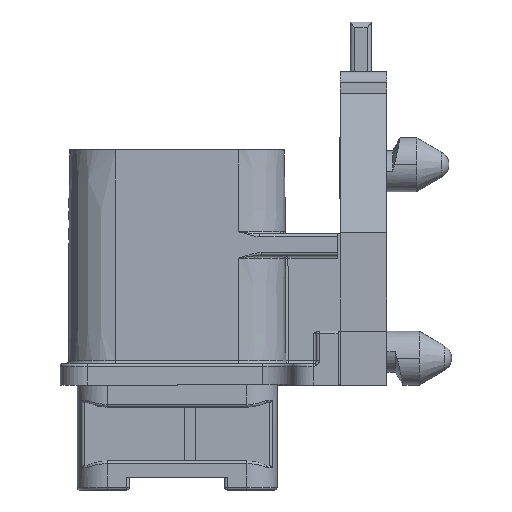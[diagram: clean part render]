
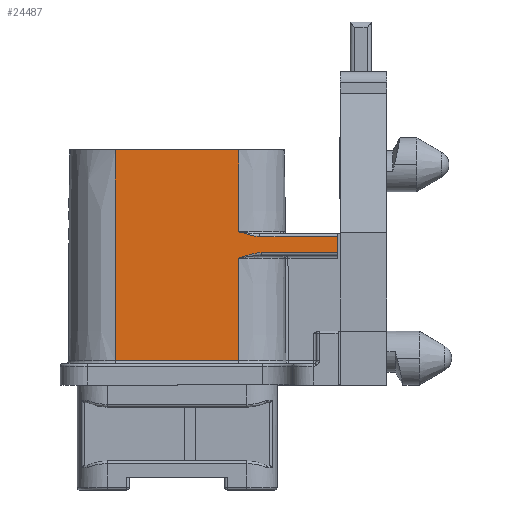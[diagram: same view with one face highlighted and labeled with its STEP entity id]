
A CAD part, front view. The second image highlights one B-rep face of the part: STEP entity #24487.
In plain terms, the highlighted planar face has unit normal (0, -1, 0.004).
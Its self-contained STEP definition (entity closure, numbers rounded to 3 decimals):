
#72=DIRECTION('',(1.,0.,0.));
#73=VECTOR('',#72,11.4);
#74=CARTESIAN_POINT('',(-5.7,-8.914,17.67));
#75=LINE('',#74,#73);
#1835=DIRECTION('',(0.,-0.004,-1.));
#1836=VECTOR('',#1835,19.521);
#1837=CARTESIAN_POINT('',(-5.7,-8.914,17.67));
#1838=LINE('',#1837,#1836);
#1849=DIRECTION('',(1.,0.,0.));
#1850=VECTOR('',#1849,7.193);
#1851=CARTESIAN_POINT('',(7.657,-8.949,9.651));
#1852=LINE('',#1851,#1850);
#1853=DIRECTION('',(0.,0.004,1.));
#1854=VECTOR('',#1853,1.501);
#1855=CARTESIAN_POINT('',(14.85,-8.955,8.15));
#1856=LINE('',#1855,#1854);
#1857=DIRECTION('',(1.,0.,0.));
#1858=VECTOR('',#1857,7.07);
#1859=CARTESIAN_POINT('',(7.78,-8.955,8.151));
#1860=LINE('',#1859,#1858);
#1861=CARTESIAN_POINT('',(7.78,-8.955,8.151));
#1862=CARTESIAN_POINT('',(7.729,-8.955,8.151));
#1863=CARTESIAN_POINT('',(7.621,-8.955,8.148));
#1864=CARTESIAN_POINT('',(7.438,-8.955,8.131));
#1865=CARTESIAN_POINT('',(7.232,-8.955,8.101));
#1866=CARTESIAN_POINT('',(6.999,-8.956,8.054));
#1867=CARTESIAN_POINT('',(6.738,-8.956,7.989));
#1868=CARTESIAN_POINT('',(6.545,-8.956,7.932));
#1869=CARTESIAN_POINT('',(6.443,-8.956,7.9));
#1871=DIRECTION('',(1.,0.,0.));
#1872=VECTOR('',#1871,11.4);
#1873=CARTESIAN_POINT('',(-5.7,-8.999,
-1.851));
#1874=LINE('',#1873,#1872);
#1875=DIRECTION('',(0.,-0.004,-1.));
#1876=VECTOR('',#1875,7.571);
#1877=CARTESIAN_POINT('',(5.7,-8.914,17.67));
#1878=LINE('',#1877,#1876);
#1879=CARTESIAN_POINT('',(5.7,-8.947,10.099));
#1880=CARTESIAN_POINT('',(5.817,-8.947,10.06));
#1881=CARTESIAN_POINT('',(6.041,-8.947,9.986));
#1882=CARTESIAN_POINT('',(6.351,-8.948,9.888));
#1883=CARTESIAN_POINT('',(6.634,-8.948,9.807));
#1884=CARTESIAN_POINT('',(6.888,-8.948,9.745));
#1885=CARTESIAN_POINT('',(7.116,-8.949,9.7));
#1886=CARTESIAN_POINT('',(7.32,-8.949,9.67));
#1887=CARTESIAN_POINT('',(7.5,-8.949,9.654));
#1888=CARTESIAN_POINT('',(7.607,-8.949,9.651));
#1889=CARTESIAN_POINT('',(7.657,-8.949,9.651));
#2020=DIRECTION('',(0.,0.004,1.));
#2021=VECTOR('',#2020,9.5);
#2022=CARTESIAN_POINT('',(5.7,-8.999,
-1.851));
#2023=LINE('',#2022,#2021);
#2029=CARTESIAN_POINT('',(5.7,-8.957,7.649));
#2036=CARTESIAN_POINT('',(6.443,-8.956,7.9));
#2037=CARTESIAN_POINT('',(6.412,-8.956,7.89));
#2038=CARTESIAN_POINT('',(6.35,-8.956,7.871));
#2039=CARTESIAN_POINT('',(6.257,-8.957,7.841));
#2040=CARTESIAN_POINT('',(6.164,-8.957,7.81));
#2041=CARTESIAN_POINT('',(6.072,-8.957,7.778));
#2042=CARTESIAN_POINT('',(5.98,-8.957,7.747));
#2043=CARTESIAN_POINT('',(5.888,-8.957,7.715));
#2044=CARTESIAN_POINT('',(5.795,-8.957,7.682));
#2045=CARTESIAN_POINT('',(5.732,-8.957,7.66));
#2046=CARTESIAN_POINT('',(5.7,-8.957,7.649));
#2067=CARTESIAN_POINT('',(14.85,-8.955,8.149));
#12377=CARTESIAN_POINT('',(5.7,-8.947,10.099));
#21602=CARTESIAN_POINT('',(7.78,-8.955,
8.151));
#21604=VERTEX_POINT('',#21602);
#21605=VERTEX_POINT('',#2029);
#21783=CARTESIAN_POINT('',(-5.7,-8.914,17.67));
#21784=CARTESIAN_POINT('',(5.7,-8.914,17.67));
#21785=VERTEX_POINT('',#21783);
#21786=VERTEX_POINT('',#21784);
#21896=CARTESIAN_POINT('',(5.7,-8.999,-1.851));
#21898=VERTEX_POINT('',#21896);
#21902=CARTESIAN_POINT('',(-5.7,-8.999,
-1.851));
#21903=VERTEX_POINT('',#21902);
#21945=VERTEX_POINT('',#1869);
#21946=VERTEX_POINT('',#12377);
#21948=VERTEX_POINT('',#1889);
#22047=VERTEX_POINT('',#2067);
#22048=CARTESIAN_POINT('',(14.85,-8.949,9.651));
#22049=VERTEX_POINT('',#22048);
#24461=CARTESIAN_POINT('',(-5.7,-9.,-2.1));
#24462=DIRECTION('',(0.,-1.,0.004));
#24463=DIRECTION('',(1.,0.,0.));
#24464=AXIS2_PLACEMENT_3D('',#24461,#24462,#24463);
#24465=PLANE('',#24464);
#24467=ORIENTED_EDGE('',*,*,#24466,.T.);
#24469=ORIENTED_EDGE('',*,*,#24468,.F.);
#24471=ORIENTED_EDGE('',*,*,#24470,.F.);
#24473=ORIENTED_EDGE('',*,*,#24472,.T.);
#24475=ORIENTED_EDGE('',*,*,#24474,.T.);
#24477=ORIENTED_EDGE('',*,*,#24476,.F.);
#24478=ORIENTED_EDGE('',*,*,#24454,.F.);
#24479=ORIENTED_EDGE('',*,*,#24429,.F.);
#24480=ORIENTED_EDGE('',*,*,#22663,.T.);
#24482=ORIENTED_EDGE('',*,*,#24481,.T.);
#24484=ORIENTED_EDGE('',*,*,#24483,.T.);
#24485=EDGE_LOOP('',(#24467,#24469,#24471,#24473,#24475,#24477,#24478,#24479,
#24480,#24482,#24484));
#24486=FACE_OUTER_BOUND('',#24485,.F.);
#24487=ADVANCED_FACE('',(#24486),#24465,.T.);
#1870=B_SPLINE_CURVE_WITH_KNOTS('',3,(#1861,#1862,#1863,#1864,#1865,#1866,#1867,
#1868,#1869),.UNSPECIFIED.,.F.,.F.,(4,1,1,1,1,1,4),(0.,0.167,
0.333,0.5,0.667,0.833,1.),
.UNSPECIFIED.);
#1890=B_SPLINE_CURVE_WITH_KNOTS('',3,(#1879,#1880,#1881,#1882,#1883,#1884,#1885,
#1886,#1887,#1888,#1889),.UNSPECIFIED.,.F.,.F.,(4,1,1,1,1,1,1,1,4),(0.,
0.125,0.25,0.375,0.5,0.625,0.75,0.875,1.),.UNSPECIFIED.);
#2047=B_SPLINE_CURVE_WITH_KNOTS('',3,(#2036,#2037,#2038,#2039,#2040,#2041,#2042,
#2043,#2044,#2045,#2046),.UNSPECIFIED.,.F.,.F.,(4,1,1,1,1,1,1,1,4),(0.,
0.125,0.25,0.375,0.5,0.625,0.75,0.875,1.),.UNSPECIFIED.);
#22663=EDGE_CURVE('',#21785,#21786,#75,.T.);
#24429=EDGE_CURVE('',#21785,#21903,#1838,.T.);
#24454=EDGE_CURVE('',#21903,#21898,#1874,.T.);
#24466=EDGE_CURVE('',#21948,#22049,#1852,.T.);
#24468=EDGE_CURVE('',#22047,#22049,#1856,.T.);
#24470=EDGE_CURVE('',#21604,#22047,#1860,.T.);
#24472=EDGE_CURVE('',#21604,#21945,#1870,.T.);
#24474=EDGE_CURVE('',#21945,#21605,#2047,.T.);
#24476=EDGE_CURVE('',#21898,#21605,#2023,.T.);
#24481=EDGE_CURVE('',#21786,#21946,#1878,.T.);
#24483=EDGE_CURVE('',#21946,#21948,#1890,.T.);
